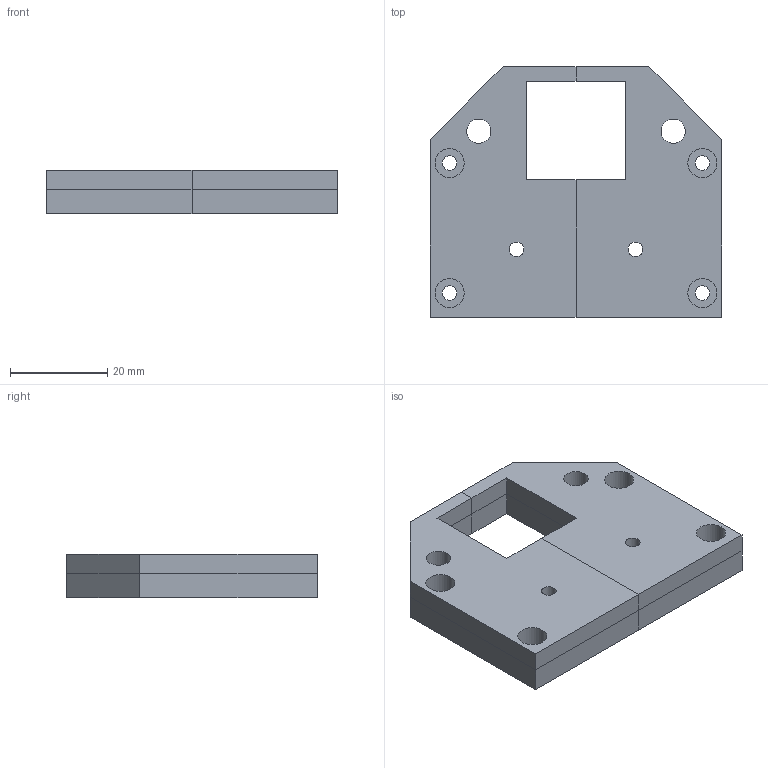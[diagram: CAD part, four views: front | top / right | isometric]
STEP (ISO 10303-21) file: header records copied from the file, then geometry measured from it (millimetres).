
FILE_DESCRIPTION(('FreeCAD Model'),'2;1');
FILE_NAME('Open CASCADE Shape Model','2023-11-29T00:41:10',('Author'),( ''),'Open CASCADE STEP processor 7.6','FreeCAD','Unknown');
FILE_SCHEMA(('AUTOMOTIVE_DESIGN { 1 0 10303 214 1 1 1 1 }'));
Length unit declared in the file: millimetre
Products named in the file (1): roof
Bounding box: 60 x 51.6 x 9 mm (x, y, z)
Volume: 20970.9 mm3; surface area: 8316.1 mm2
Topology: 1 solids, 1 shells, 50 faces, 114 edges, 68 vertices
Faces by surface type: plane 36, cylinder 14
Full cylindrical faces by diameter (mm): 3 x8, 5 x2, 6 x4
Entity records: 1430 total; most frequent: DIRECTION 242, CARTESIAN_POINT 233, ORIENTED_EDGE 228, EDGE_CURVE 114, LINE 88, VECTOR 88, AXIS2_PLACEMENT_3D 77, FACE_BOUND 70
